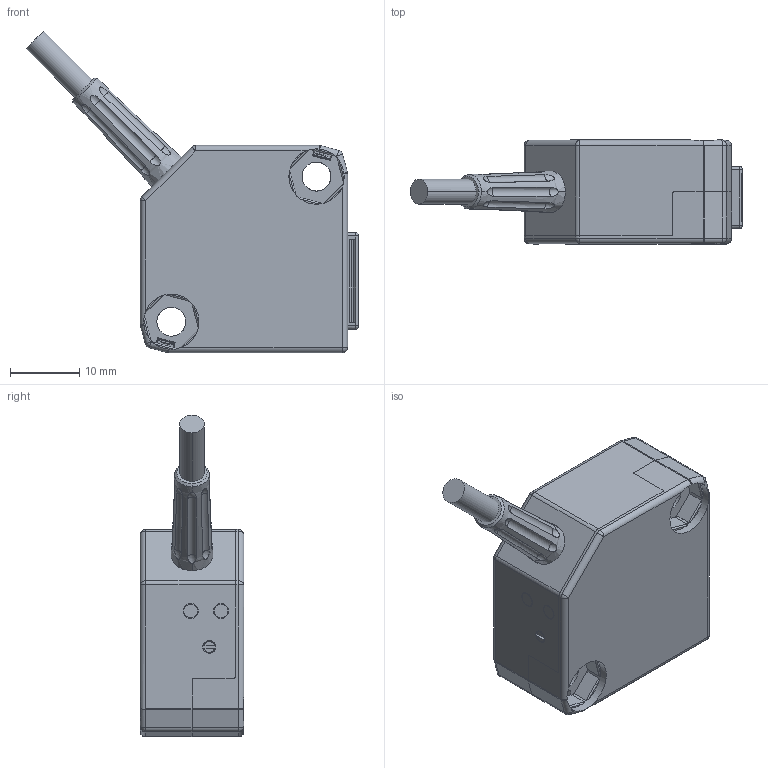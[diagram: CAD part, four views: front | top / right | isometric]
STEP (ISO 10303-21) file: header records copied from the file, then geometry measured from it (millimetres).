
FILE_DESCRIPTION((''),'2;1');
FILE_NAME('LTK-3030-PEFU','2011-10-11T',('RB'),(''),'PRO/ENGINEER BY PARAMETRIC TECHNOLOGY CORPORATION, 2010370','PRO/ENGINEER BY PARAMETRIC TECHNOLOGY CORPORATION, 2010370','');
FILE_SCHEMA(('CONFIG_CONTROL_DESIGN'));
Length unit declared in the file: millimetre
Products named in the file (1): LTK-3030-PEFU
Bounding box: 48.03 x 15 x 46.53 mm (x, y, z)
Surface area: 5019.8 mm2 (no closed solid volume)
Topology: 0 solids, 10 shells, 345 faces, 1141 edges, 801 vertices
Faces by surface type: plane 172, cylinder 129, sphere 18, torus 16, cone 6, bspline 4
Entity records: 13508 total; most frequent: CARTESIAN_POINT 3744, ORIENTED_EDGE 1967, DIRECTION 1960, EDGE_CURVE 1134, VERTEX_POINT 787, AXIS2_PLACEMENT_3D 672, VECTOR 616, LINE 616
